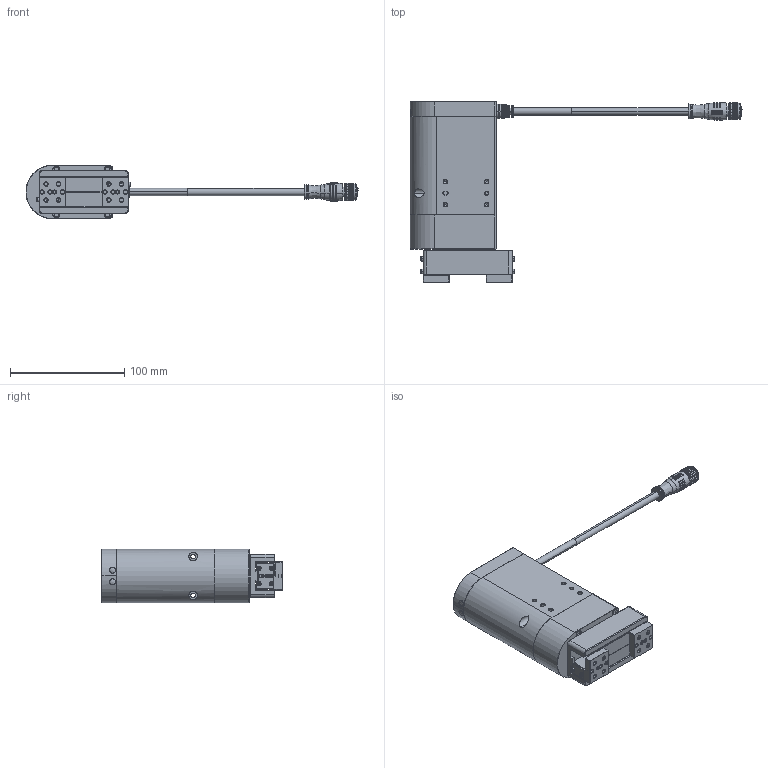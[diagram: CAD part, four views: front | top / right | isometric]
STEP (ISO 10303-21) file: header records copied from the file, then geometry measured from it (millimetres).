
FILE_DESCRIPTION (( 'STEP AP214' ), '1' );
FILE_NAME ('RGI100_30_OSML5O-3D-20220209.STEP', '2022-02-09T08:39:35', ( '' ), ( '' ), 'SwSTEP 2.0', 'SolidWorks 2020', '' );
FILE_SCHEMA (( 'AUTOMOTIVE_DESIGN' ));
Length unit declared in the file: millimetre
Products named in the file (5): M12-PGE-ぱ籵厙帣V2 ; RGI100_30_Upart; RGI100_30_OSML5O-3D-20220209; RGI100_30_Fingerpart; RGI100-bodyS
Assembly tree (5 placements, depth 2):
  RGI100_30_OSML5O-3D-20220209
    RGI100-bodyS
    RGI100_30_Upart
    RGI100_30_Fingerpart  x2
    M12-PGE-ぱ籵厙帣V2 
Bounding box: 290.4 x 158 x 47 mm (x, y, z)
Volume: 482384.2 mm3; surface area: 73217 mm2
Topology: 16 solids, 23 shells, 1523 faces, 3784 edges, 2393 vertices
Faces by surface type: plane 683, cylinder 334, bspline 237, cone 224, torus 43, sphere 2
Full cylindrical faces by diameter (mm): 11.1 x3
Entity records: 60402 total; most frequent: CARTESIAN_POINT 24058, ORIENTED_EDGE 6350, DIRECTION 5220, EDGE_CURVE 3179, VERTEX_POINT 2041, AXIS2_PLACEMENT_3D 1899, EDGE_LOOP 1436, LINE 1422
